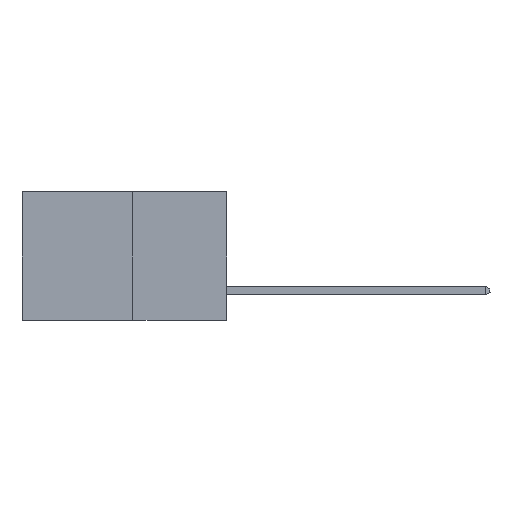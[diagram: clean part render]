
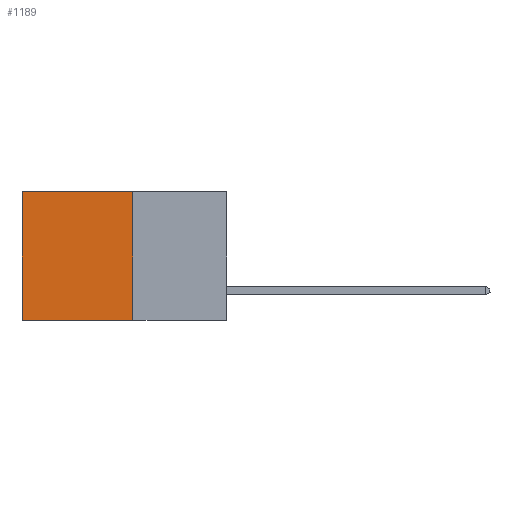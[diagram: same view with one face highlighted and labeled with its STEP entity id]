
A CAD part, left-side view. The second image highlights one B-rep face of the part: STEP entity #1189.
In plain terms, the highlighted planar face has unit normal (-1, 0, 0).
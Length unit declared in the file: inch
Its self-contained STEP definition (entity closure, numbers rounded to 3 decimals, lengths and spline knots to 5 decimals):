
#1096 = VECTOR ( 'NONE', #21279, 39.37008 ) ;
#1189 = ADVANCED_FACE ( 'NONE', ( #21759 ), #18871, .F. ) ;
#1717 = EDGE_LOOP ( 'NONE', ( #15508, #5249, #6713, #21089 ) ) ;
#3207 = EDGE_CURVE ( 'NONE', #16858, #3293, #7001, .T. ) ;
#3293 = VERTEX_POINT ( 'NONE', #17633 ) ;
#3302 = EDGE_CURVE ( 'NONE', #16858, #14524, #24029, .T. ) ;
#3879 = DIRECTION ( 'NONE',  ( 0., 0., -1. ) ) ;
#3986 = CARTESIAN_POINT ( 'NONE',  ( 0.277, 0.59, -0.37 ) ) ;
#4108 = LINE ( 'NONE', #3986, #24201 ) ;
#4390 = CARTESIAN_POINT ( 'NONE',  ( 0.277, 0.27, 0. ) ) ;
#5249 = ORIENTED_EDGE ( 'NONE', *, *, #23939, .F. ) ;
#5326 = DIRECTION ( 'NONE',  ( 0., 1., 0. ) ) ;
#6713 = ORIENTED_EDGE ( 'NONE', *, *, #3302, .F. ) ;
#7001 = LINE ( 'NONE', #20574, #1096 ) ;
#7479 = EDGE_CURVE ( 'NONE', #3293, #12799, #4108, .T. ) ;
#12799 = VERTEX_POINT ( 'NONE', #13394 ) ;
#13394 = CARTESIAN_POINT ( 'NONE',  ( 0.277, 0.59, -0.37 ) ) ;
#14524 = VERTEX_POINT ( 'NONE', #18463 ) ;
#14551 = VECTOR ( 'NONE', #5326, 39.37008 ) ;
#15176 = CARTESIAN_POINT ( 'NONE',  ( 0.277, 0.27, -0.37 ) ) ;
#15292 = AXIS2_PLACEMENT_3D ( 'NONE', #19742, #19956, #20009 ) ;
#15508 = ORIENTED_EDGE ( 'NONE', *, *, #7479, .T. ) ;
#16858 = VERTEX_POINT ( 'NONE', #4390 ) ;
#17633 = CARTESIAN_POINT ( 'NONE',  ( 0.277, 0.59, 0. ) ) ;
#18463 = CARTESIAN_POINT ( 'NONE',  ( 0.277, 0.27, -0.37 ) ) ;
#18871 = PLANE ( 'NONE',  #15292 ) ;
#18883 = VECTOR ( 'NONE', #23140, 39.37008 ) ;
#19092 = LINE ( 'NONE', #15176, #14551 ) ;
#19742 = CARTESIAN_POINT ( 'NONE',  ( 0.277, 0.27, -0.37 ) ) ;
#19956 = DIRECTION ( 'NONE',  ( 1., 0., 0. ) ) ;
#20009 = DIRECTION ( 'NONE',  ( 0., 0., -1. ) ) ;
#20574 = CARTESIAN_POINT ( 'NONE',  ( 0.277, 0.27, 0. ) ) ;
#21089 = ORIENTED_EDGE ( 'NONE', *, *, #3207, .T. ) ;
#21279 = DIRECTION ( 'NONE',  ( 0., 1., 0. ) ) ;
#21759 = FACE_OUTER_BOUND ( 'NONE', #1717, .T. ) ;
#23140 = DIRECTION ( 'NONE',  ( 0., 0., -1. ) ) ;
#23254 = CARTESIAN_POINT ( 'NONE',  ( 0.277, 0.27, -0.37 ) ) ;
#23939 = EDGE_CURVE ( 'NONE', #14524, #12799, #19092, .T. ) ;
#24029 = LINE ( 'NONE', #23254, #18883 ) ;
#24201 = VECTOR ( 'NONE', #3879, 39.37008 ) ;
